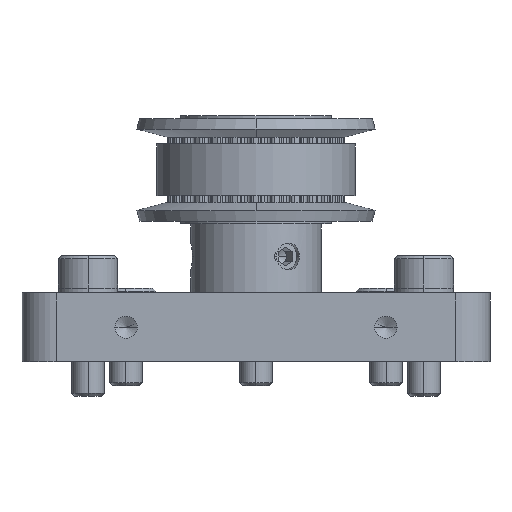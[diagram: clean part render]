
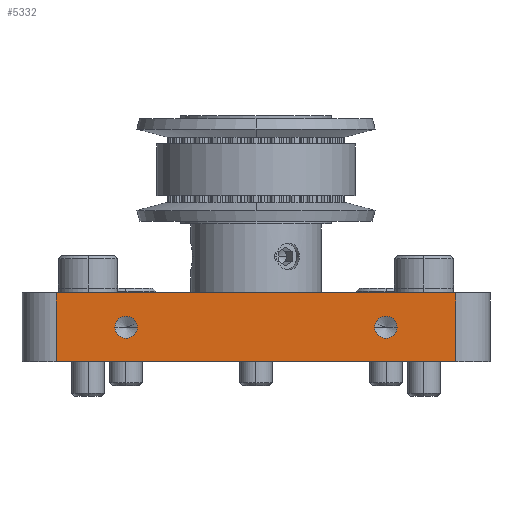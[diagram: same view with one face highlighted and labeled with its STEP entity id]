
A CAD part, left-side view. The second image highlights one B-rep face of the part: STEP entity #5332.
In plain terms, the highlighted planar face has unit normal (-1, 0, 0).
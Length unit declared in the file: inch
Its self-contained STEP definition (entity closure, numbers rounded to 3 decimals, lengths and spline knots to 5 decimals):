
#498 = LINE ( 'NONE', #985, #30522 ) ;
#722 = EDGE_LOOP ( 'NONE', ( #19907, #22110 ) ) ;
#981 = CARTESIAN_POINT ( 'NONE',  ( -2.00787, -0.725, 0. ) ) ;
#985 = CARTESIAN_POINT ( 'NONE',  ( -2.00787, -0.725, -0.25 ) ) ;
#1104 = DIRECTION ( 'NONE',  ( 0., 0., -1. ) ) ;
#1989 = FACE_OUTER_BOUND ( 'NONE', #26824, .T. ) ;
#2729 = DIRECTION ( 'NONE',  ( 0., 0., -1. ) ) ;
#2818 = VERTEX_POINT ( 'NONE', #2838 ) ;
#2838 = CARTESIAN_POINT ( 'NONE',  ( -2.00787, 0.725, 0. ) ) ;
#2982 = EDGE_CURVE ( 'NONE', #19028, #28411, #498, .T. ) ;
#3031 = CARTESIAN_POINT ( 'NONE',  ( -2.00787, -0.47197, -0.125 ) ) ;
#4710 = EDGE_CURVE ( 'NONE', #8378, #2818, #22705, .T. ) ;
#5332 = ADVANCED_FACE ( 'NONE', ( #1989, #17215, #29620 ), #24432, .F. ) ;
#6473 = CARTESIAN_POINT ( 'NONE',  ( -2.00787, -0.47197, -0.08465 ) ) ;
#7155 = VERTEX_POINT ( 'NONE', #12994 ) ;
#7335 = CARTESIAN_POINT ( 'NONE',  ( -2.00787, 0.47197, -0.125 ) ) ;
#8036 = AXIS2_PLACEMENT_3D ( 'NONE', #7335, #10368, #10202 ) ;
#8378 = VERTEX_POINT ( 'NONE', #22756 ) ;
#8494 = VECTOR ( 'NONE', #32324, 39.37008 ) ;
#9724 = ORIENTED_EDGE ( 'NONE', *, *, #9726, .F. ) ;
#9726 = EDGE_CURVE ( 'NONE', #14878, #12253, #19243, .T. ) ;
#10065 = AXIS2_PLACEMENT_3D ( 'NONE', #24049, #11630, #1104 ) ;
#10202 = DIRECTION ( 'NONE',  ( 0., 0., -1. ) ) ;
#10368 = DIRECTION ( 'NONE',  ( -1., 0., 0. ) ) ;
#11036 = DIRECTION ( 'NONE',  ( 0., 0., -1. ) ) ;
#11124 = EDGE_LOOP ( 'NONE', ( #21190, #9724 ) ) ;
#11152 = CIRCLE ( 'NONE', #10065, 0.04035 ) ;
#11312 = CIRCLE ( 'NONE', #30024, 0.04035 ) ;
#11630 = DIRECTION ( 'NONE',  ( -1., 0., 0. ) ) ;
#11729 = LINE ( 'NONE', #32164, #8494 ) ;
#12253 = VERTEX_POINT ( 'NONE', #17953 ) ;
#12924 = ORIENTED_EDGE ( 'NONE', *, *, #30724, .F. ) ;
#12994 = CARTESIAN_POINT ( 'NONE',  ( -2.00787, -0.47197, -0.16535 ) ) ;
#13327 = EDGE_CURVE ( 'NONE', #28411, #8378, #16946, .T. ) ;
#14003 = VERTEX_POINT ( 'NONE', #6473 ) ;
#14878 = VERTEX_POINT ( 'NONE', #19134 ) ;
#15116 = CARTESIAN_POINT ( 'NONE',  ( -2.00787, -0.47197, -0.125 ) ) ;
#15255 = AXIS2_PLACEMENT_3D ( 'NONE', #15116, #15615, #2729 ) ;
#15430 = DIRECTION ( 'NONE',  ( 0., 0., -1. ) ) ;
#15615 = DIRECTION ( 'NONE',  ( -1., 0., 0. ) ) ;
#16643 = ORIENTED_EDGE ( 'NONE', *, *, #4710, .F. ) ;
#16946 = LINE ( 'NONE', #27183, #19370 ) ;
#16973 = DIRECTION ( 'NONE',  ( 0., 1., 0. ) ) ;
#17096 = EDGE_CURVE ( 'NONE', #12253, #14878, #11152, .T. ) ;
#17215 = FACE_BOUND ( 'NONE', #722, .T. ) ;
#17953 = CARTESIAN_POINT ( 'NONE',  ( -2.00787, 0.47197, -0.16535 ) ) ;
#19028 = VERTEX_POINT ( 'NONE', #981 ) ;
#19134 = CARTESIAN_POINT ( 'NONE',  ( -2.00787, 0.47197, -0.08465 ) ) ;
#19243 = CIRCLE ( 'NONE', #8036, 0.04035 ) ;
#19370 = VECTOR ( 'NONE', #16973, 39.37008 ) ;
#19907 = ORIENTED_EDGE ( 'NONE', *, *, #21978, .F. ) ;
#20071 = CARTESIAN_POINT ( 'NONE',  ( -2.00787, -0.85, -0.25 ) ) ;
#21190 = ORIENTED_EDGE ( 'NONE', *, *, #17096, .F. ) ;
#21978 = EDGE_CURVE ( 'NONE', #7155, #14003, #11312, .T. ) ;
#22110 = ORIENTED_EDGE ( 'NONE', *, *, #31546, .F. ) ;
#22705 = LINE ( 'NONE', #23050, #27730 ) ;
#22756 = CARTESIAN_POINT ( 'NONE',  ( -2.00787, 0.725, -0.25 ) ) ;
#23050 = CARTESIAN_POINT ( 'NONE',  ( -2.00787, 0.725, -0.25 ) ) ;
#23504 = ORIENTED_EDGE ( 'NONE', *, *, #2982, .F. ) ;
#24049 = CARTESIAN_POINT ( 'NONE',  ( -2.00787, 0.47197, -0.125 ) ) ;
#24333 = CIRCLE ( 'NONE', #15255, 0.04035 ) ;
#24432 = PLANE ( 'NONE',  #29359 ) ;
#25107 = DIRECTION ( 'NONE',  ( 0., 0., 1. ) ) ;
#26015 = CARTESIAN_POINT ( 'NONE',  ( -2.00787, -0.725, -0.25 ) ) ;
#26824 = EDGE_LOOP ( 'NONE', ( #16643, #31733, #23504, #12924 ) ) ;
#27183 = CARTESIAN_POINT ( 'NONE',  ( -2.00787, 0., -0.25 ) ) ;
#27730 = VECTOR ( 'NONE', #32926, 39.37008 ) ;
#28411 = VERTEX_POINT ( 'NONE', #26015 ) ;
#28820 = DIRECTION ( 'NONE',  ( -1., 0., 0. ) ) ;
#29359 = AXIS2_PLACEMENT_3D ( 'NONE', #20071, #32471, #25107 ) ;
#29620 = FACE_BOUND ( 'NONE', #11124, .T. ) ;
#30024 = AXIS2_PLACEMENT_3D ( 'NONE', #3031, #28820, #15430 ) ;
#30522 = VECTOR ( 'NONE', #11036, 39.37008 ) ;
#30724 = EDGE_CURVE ( 'NONE', #2818, #19028, #11729, .T. ) ;
#31546 = EDGE_CURVE ( 'NONE', #14003, #7155, #24333, .T. ) ;
#31733 = ORIENTED_EDGE ( 'NONE', *, *, #13327, .F. ) ;
#32164 = CARTESIAN_POINT ( 'NONE',  ( -2.00787, -0.85, 0. ) ) ;
#32324 = DIRECTION ( 'NONE',  ( 0., -1., 0. ) ) ;
#32471 = DIRECTION ( 'NONE',  ( 1., 0., 0. ) ) ;
#32926 = DIRECTION ( 'NONE',  ( 0., 0., 1. ) ) ;
